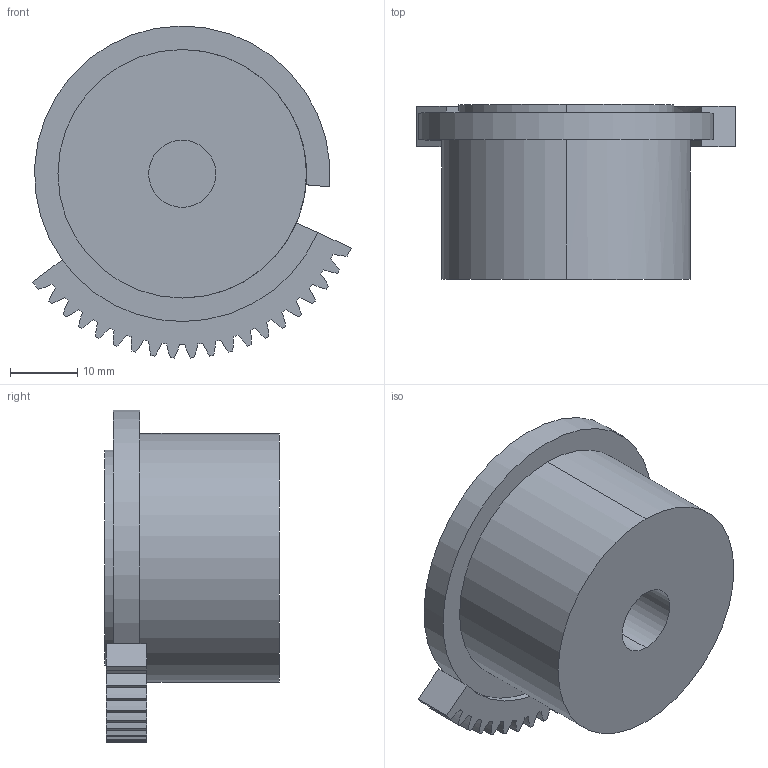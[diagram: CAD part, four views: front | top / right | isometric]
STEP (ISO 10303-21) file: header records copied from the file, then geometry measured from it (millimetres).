
FILE_DESCRIPTION (( 'STEP AP203' ), '1' );
FILE_NAME ('Spring_Gear_Default_sldprt.STEP', '2023-01-30T00:55:25', ( '' ), ( '' ), 'SwSTEP 2.0', 'SolidWorks 2021', '' );
FILE_SCHEMA (( 'CONFIG_CONTROL_DESIGN' ));
Length unit declared in the file: millimetre
Products named in the file (1): Spring_Gear_Default_sldprt
Bounding box: 47.37 x 26 x 49.42 mm (x, y, z)
Volume: 27160.5 mm3; surface area: 8205.5 mm2
Topology: 1 solids, 1 shells, 109 faces, 306 edges, 202 vertices
Faces by surface type: cylinder 92, plane 17
Entity records: 3697 total; most frequent: DIRECTION 714, CARTESIAN_POINT 618, ORIENTED_EDGE 612, EDGE_CURVE 306, AXIS2_PLACEMENT_3D 298, VERTEX_POINT 202, CIRCLE 188, LINE 118
